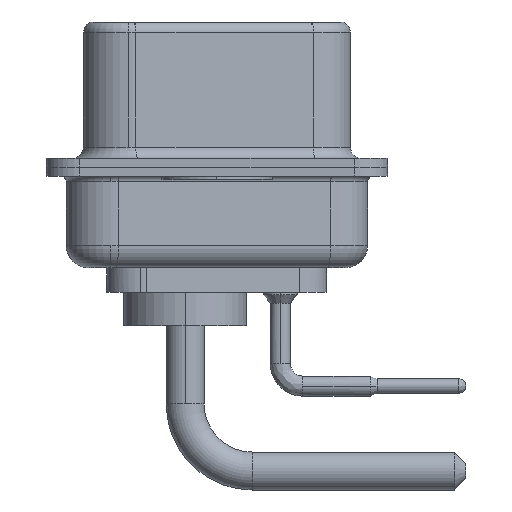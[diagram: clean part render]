
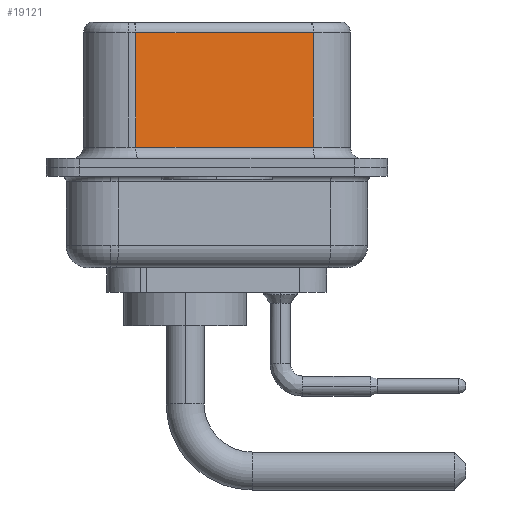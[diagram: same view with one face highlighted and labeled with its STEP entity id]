
A CAD part, left-side view. The second image highlights one B-rep face of the part: STEP entity #19121.
In plain terms, the highlighted planar face has unit normal (-0.985, -0.174, 0).
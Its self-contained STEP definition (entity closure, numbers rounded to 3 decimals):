
#28 = DIRECTION ( 'NONE',  ( 0., 0., -1. ) ) ;
#625 = CARTESIAN_POINT ( 'NONE',  ( 5.132, -4.322, 0.9 ) ) ;
#1927 = CARTESIAN_POINT ( 'NONE',  ( 5.132, -4.322, 6.52 ) ) ;
#2756 = EDGE_CURVE ( 'NONE', #8488, #20197, #7654, .T. ) ;
#3491 = ORIENTED_EDGE ( 'NONE', *, *, #4113, .T. ) ;
#3709 = PLANE ( 'NONE',  #11121 ) ;
#3881 = VERTEX_POINT ( 'NONE', #9182 ) ;
#4113 = EDGE_CURVE ( 'NONE', #3881, #8488, #11758, .T. ) ;
#4450 = LINE ( 'NONE', #15965, #18711 ) ;
#5047 = FACE_OUTER_BOUND ( 'NONE', #19006, .T. ) ;
#5785 = DIRECTION ( 'NONE',  ( -0.174, 0.985, 0. ) ) ;
#7654 = LINE ( 'NONE', #625, #13529 ) ;
#8488 = VERTEX_POINT ( 'NONE', #15530 ) ;
#9182 = CARTESIAN_POINT ( 'NONE',  ( 3.73, 3.628, 6.02 ) ) ;
#10949 = CARTESIAN_POINT ( 'NONE',  ( 5.132, -4.322, 6.02 ) ) ;
#11121 = AXIS2_PLACEMENT_3D ( 'NONE', #1927, #11868, #18696 ) ;
#11318 = CARTESIAN_POINT ( 'NONE',  ( 5.132, -4.322, 6.52 ) ) ;
#11537 = DIRECTION ( 'NONE',  ( 0., 0., -1. ) ) ;
#11705 = EDGE_CURVE ( 'NONE', #21946, #3881, #4450, .T. ) ;
#11758 = LINE ( 'NONE', #17127, #13954 ) ;
#11868 = DIRECTION ( 'NONE',  ( 0.985, 0.174, 0. ) ) ;
#13529 = VECTOR ( 'NONE', #19514, 1000. ) ;
#13954 = VECTOR ( 'NONE', #28, 1000. ) ;
#15530 = CARTESIAN_POINT ( 'NONE',  ( 3.73, 3.628, 0.9 ) ) ;
#15965 = CARTESIAN_POINT ( 'NONE',  ( 5.132, -4.322, 6.02 ) ) ;
#16450 = CARTESIAN_POINT ( 'NONE',  ( 5.132, -4.322, 0.9 ) ) ;
#17127 = CARTESIAN_POINT ( 'NONE',  ( 3.73, 3.628, 6.52 ) ) ;
#18044 = LINE ( 'NONE', #11318, #19385 ) ;
#18696 = DIRECTION ( 'NONE',  ( -0.174, 0.985, 0. ) ) ;
#18711 = VECTOR ( 'NONE', #5785, 1000. ) ;
#18905 = EDGE_CURVE ( 'NONE', #21946, #20197, #18044, .T. ) ;
#19006 = EDGE_LOOP ( 'NONE', ( #19383, #20898, #3491, #20713 ) ) ;
#19121 = ADVANCED_FACE ( 'NONE', ( #5047 ), #3709, .F. ) ;
#19383 = ORIENTED_EDGE ( 'NONE', *, *, #18905, .F. ) ;
#19385 = VECTOR ( 'NONE', #11537, 1000. ) ;
#19514 = DIRECTION ( 'NONE',  ( 0.174, -0.985, 0. ) ) ;
#20197 = VERTEX_POINT ( 'NONE', #16450 ) ;
#20713 = ORIENTED_EDGE ( 'NONE', *, *, #2756, .T. ) ;
#20898 = ORIENTED_EDGE ( 'NONE', *, *, #11705, .T. ) ;
#21946 = VERTEX_POINT ( 'NONE', #10949 ) ;
